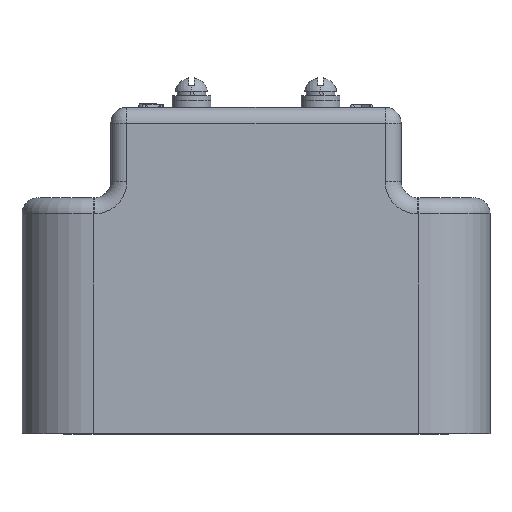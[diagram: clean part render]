
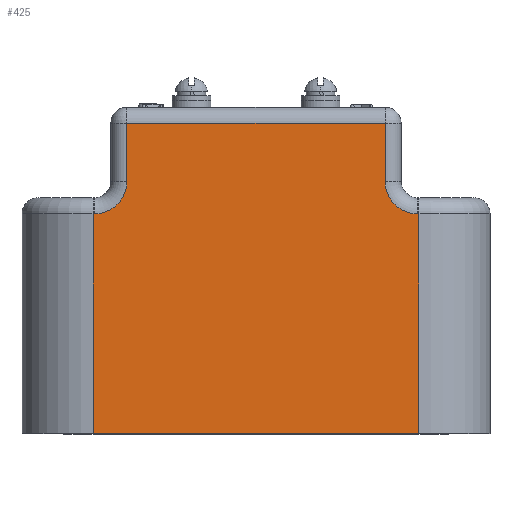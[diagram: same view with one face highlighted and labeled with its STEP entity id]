
A CAD part, top view. The second image highlights one B-rep face of the part: STEP entity #425.
In plain terms, the highlighted planar face has unit normal (0, 0, 1).
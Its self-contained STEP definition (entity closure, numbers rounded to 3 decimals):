
#287 = ORIENTED_EDGE ( 'NONE', *, *, #1958, .T. ) ;
#303 = ORIENTED_EDGE ( 'NONE', *, *, #1657, .F. ) ;
#304 = ORIENTED_EDGE ( 'NONE', *, *, #1661, .T. ) ;
#425 = ADVANCED_FACE ( 'NONE', ( #6229 ), #2339, .T. ) ;
#1421 = VERTEX_POINT ( 'NONE', #3762 ) ;
#1422 = VERTEX_POINT ( 'NONE', #3763 ) ;
#1533 = VERTEX_POINT ( 'NONE', #3874 ) ;
#1547 = VERTEX_POINT ( 'NONE', #3904 ) ;
#1548 = VERTEX_POINT ( 'NONE', #3905 ) ;
#1549 = VERTEX_POINT ( 'NONE', #3906 ) ;
#1556 = VERTEX_POINT ( 'NONE', #3913 ) ;
#1564 = VERTEX_POINT ( 'NONE', #3921 ) ;
#1565 = VERTEX_POINT ( 'NONE', #3922 ) ;
#1566 = VERTEX_POINT ( 'NONE', #3923 ) ;
#1649 = EDGE_CURVE ( 'NONE', #1548, #1547, #6028, .T. ) ;
#1657 = EDGE_CURVE ( 'NONE', #1548, #1549, #6163, .T. ) ;
#1661 = EDGE_CURVE ( 'NONE', #1556, #1549, #6018, .T. ) ;
#1953 = EDGE_CURVE ( 'NONE', #1566, #1421, #5561, .T. ) ;
#1954 = EDGE_CURVE ( 'NONE', #1564, #1565, #5559, .T. ) ;
#1955 = EDGE_CURVE ( 'NONE', #1566, #1565, #5555, .T. ) ;
#1958 = EDGE_CURVE ( 'NONE', #1533, #1556, #5552, .T. ) ;
#1959 = EDGE_CURVE ( 'NONE', #1547, #1564, #5550, .T. ) ;
#2086 = EDGE_CURVE ( 'NONE', #1533, #1422, #4875, .T. ) ;
#2110 = EDGE_CURVE ( 'NONE', #1421, #1422, #4927, .T. ) ;
#2178 = AXIS2_PLACEMENT_3D ( 'NONE', #2337, #2342, #2343 ) ;
#2337 = CARTESIAN_POINT ( 'NONE',  ( 45., 60., 61. ) ) ;
#2339 = PLANE ( 'NONE',  #2178 ) ;
#2342 = DIRECTION ( 'NONE',  ( 0., 0., 1. ) ) ;
#2343 = DIRECTION ( 'NONE',  ( 1., 0., 0. ) ) ;
#3098 = AXIS2_PLACEMENT_3D ( 'NONE', #4160, #4171, #4172 ) ;
#3157 = AXIS2_PLACEMENT_3D ( 'NONE', #4528, #4532, #4533 ) ;
#3762 = CARTESIAN_POINT ( 'NONE',  ( -50.5, 55., 61. ) ) ;
#3763 = CARTESIAN_POINT ( 'NONE',  ( -50.5, -13., 61. ) ) ;
#3874 = CARTESIAN_POINT ( 'NONE',  ( 50.5, -13., 61. ) ) ;
#3904 = CARTESIAN_POINT ( 'NONE',  ( 40., 83., 61. ) ) ;
#3905 = CARTESIAN_POINT ( 'NONE',  ( 40., 65., 61. ) ) ;
#3906 = CARTESIAN_POINT ( 'NONE',  ( 50., 55., 61. ) ) ;
#3913 = CARTESIAN_POINT ( 'NONE',  ( 50.5, 55., 61. ) ) ;
#3921 = CARTESIAN_POINT ( 'NONE',  ( -40., 83., 61. ) ) ;
#3922 = CARTESIAN_POINT ( 'NONE',  ( -40., 65., 61. ) ) ;
#3923 = CARTESIAN_POINT ( 'NONE',  ( -50., 55., 61. ) ) ;
#4143 = CARTESIAN_POINT ( 'NONE',  ( 40., 88., 61. ) ) ;
#4151 = DIRECTION ( 'NONE',  ( 0., 1., 0. ) ) ;
#4160 = CARTESIAN_POINT ( 'NONE',  ( 50., 65., 61. ) ) ;
#4171 = DIRECTION ( 'NONE',  ( 0., 0., 1. ) ) ;
#4172 = DIRECTION ( 'NONE',  ( 1., 0., 0. ) ) ;
#4181 = CARTESIAN_POINT ( 'NONE',  ( 45., 55., 61. ) ) ;
#4182 = DIRECTION ( 'NONE',  ( -1., 0., 0. ) ) ;
#4516 = CARTESIAN_POINT ( 'NONE',  ( -50.5, 55., 61. ) ) ;
#4528 = CARTESIAN_POINT ( 'NONE',  ( -50., 65., 61. ) ) ;
#4529 = DIRECTION ( 'NONE',  ( -1., 0., 0. ) ) ;
#4530 = CARTESIAN_POINT ( 'NONE',  ( -40., 60., 61. ) ) ;
#4531 = DIRECTION ( 'NONE',  ( 0., -1., 0. ) ) ;
#4532 = DIRECTION ( 'NONE',  ( 0., 0., 1. ) ) ;
#4533 = DIRECTION ( 'NONE',  ( 1., 0., 0. ) ) ;
#4538 = CARTESIAN_POINT ( 'NONE',  ( 50.5, 60., 61. ) ) ;
#4539 = DIRECTION ( 'NONE',  ( 0., 1., 0. ) ) ;
#4540 = CARTESIAN_POINT ( 'NONE',  ( -45., 83., 61. ) ) ;
#4541 = DIRECTION ( 'NONE',  ( -1., 0., 0. ) ) ;
#4875 = LINE ( 'NONE', #5073, #4880 ) ;
#4880 = VECTOR ( 'NONE', #5074, 1000. ) ;
#4923 = VECTOR ( 'NONE', #5125, 1000. ) ;
#4927 = LINE ( 'NONE', #5117, #4923 ) ;
#5073 = CARTESIAN_POINT ( 'NONE',  ( 72.5, -13., 61. ) ) ;
#5074 = DIRECTION ( 'NONE',  ( -1., 0., 0. ) ) ;
#5117 = CARTESIAN_POINT ( 'NONE',  ( -50.5, -13., 61. ) ) ;
#5125 = DIRECTION ( 'NONE',  ( 0., -1., 0. ) ) ;
#5248 = EDGE_LOOP ( 'NONE', ( #287, #304, #303, #5619, #5629, #5737, #5617, #5610, #5614, #5618 ) ) ;
#5549 = VECTOR ( 'NONE', #4541, 1000. ) ;
#5550 = LINE ( 'NONE', #4540, #5549 ) ;
#5551 = VECTOR ( 'NONE', #4539, 1000. ) ;
#5552 = LINE ( 'NONE', #4538, #5551 ) ;
#5555 = CIRCLE ( 'NONE', #3157, 10. ) ;
#5558 = VECTOR ( 'NONE', #4531, 1000. ) ;
#5559 = LINE ( 'NONE', #4530, #5558 ) ;
#5561 = LINE ( 'NONE', #4516, #5603 ) ;
#5603 = VECTOR ( 'NONE', #4529, 1000. ) ;
#5610 = ORIENTED_EDGE ( 'NONE', *, *, #1953, .T. ) ;
#5614 = ORIENTED_EDGE ( 'NONE', *, *, #2110, .T. ) ;
#5617 = ORIENTED_EDGE ( 'NONE', *, *, #1955, .F. ) ;
#5618 = ORIENTED_EDGE ( 'NONE', *, *, #2086, .F. ) ;
#5619 = ORIENTED_EDGE ( 'NONE', *, *, #1649, .T. ) ;
#5629 = ORIENTED_EDGE ( 'NONE', *, *, #1959, .T. ) ;
#5737 = ORIENTED_EDGE ( 'NONE', *, *, #1954, .T. ) ;
#6018 = LINE ( 'NONE', #4181, #6090 ) ;
#6028 = LINE ( 'NONE', #4143, #6045 ) ;
#6045 = VECTOR ( 'NONE', #4151, 1000. ) ;
#6090 = VECTOR ( 'NONE', #4182, 1000. ) ;
#6163 = CIRCLE ( 'NONE', #3098, 10. ) ;
#6229 = FACE_OUTER_BOUND ( 'NONE', #5248, .T. ) ;
